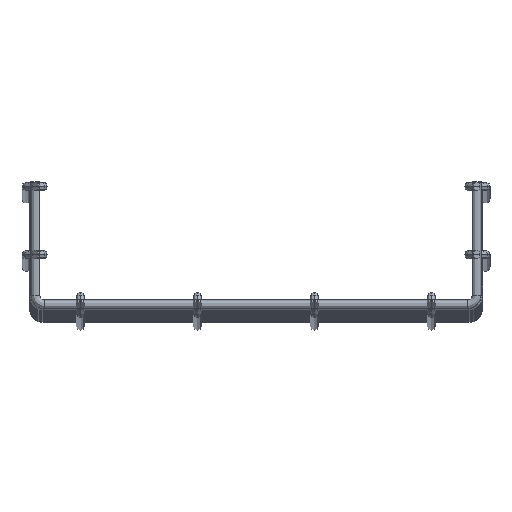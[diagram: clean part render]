
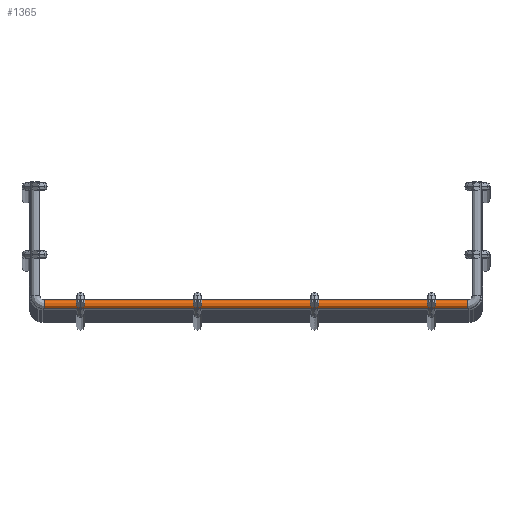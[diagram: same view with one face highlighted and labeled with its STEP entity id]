
A CAD part, top view. The second image highlights one B-rep face of the part: STEP entity #1365.
In plain terms, the highlighted cylindrical face has radius 1.9 mm (diameter 3.8 mm), a partial arc.
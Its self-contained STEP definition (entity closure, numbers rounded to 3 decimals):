
#1193=CARTESIAN_POINT('',(-90.4,0.,0.));
#1194=DIRECTION('',(1.,0.,0.));
#1195=DIRECTION('',(0.,1.,0.));
#1196=AXIS2_PLACEMENT_3D('',#1193,#1194,#1195);
#1198=DIRECTION('',(1.,0.,0.));
#1199=VECTOR('',#1198,180.8);
#1200=CARTESIAN_POINT('',(-90.4,1.9,0.));
#1201=LINE('',#1200,#1199);
#1207=DIRECTION('',(1.,0.,0.));
#1208=VECTOR('',#1207,180.8);
#1209=CARTESIAN_POINT('',(-90.4,-1.9,0.));
#1210=LINE('',#1209,#1208);
#1221=CARTESIAN_POINT('',(90.4,0.,0.));
#1222=DIRECTION('',(1.,0.,0.));
#1223=DIRECTION('',(0.,1.,0.));
#1224=AXIS2_PLACEMENT_3D('',#1221,#1222,#1223);
#1267=CARTESIAN_POINT('',(-90.4,1.9,0.));
#1268=CARTESIAN_POINT('',(-90.4,-1.9,0.));
#1269=VERTEX_POINT('',#1267);
#1270=VERTEX_POINT('',#1268);
#1271=CARTESIAN_POINT('',(90.4,1.9,0.));
#1272=CARTESIAN_POINT('',(90.4,-1.9,0.));
#1273=VERTEX_POINT('',#1271);
#1274=VERTEX_POINT('',#1272);
#1351=CARTESIAN_POINT('',(-90.4,0.,0.));
#1352=DIRECTION('',(1.,0.,0.));
#1353=DIRECTION('',(0.,1.,0.));
#1354=AXIS2_PLACEMENT_3D('',#1351,#1352,#1353);
#1355=CYLINDRICAL_SURFACE('',#1354,1.9);
#1356=ORIENTED_EDGE('',*,*,#1345,.F.);
#1358=ORIENTED_EDGE('',*,*,#1357,.T.);
#1360=ORIENTED_EDGE('',*,*,#1359,.T.);
#1362=ORIENTED_EDGE('',*,*,#1361,.F.);
#1363=EDGE_LOOP('',(#1356,#1358,#1360,#1362));
#1364=FACE_OUTER_BOUND('',#1363,.F.);
#1365=ADVANCED_FACE('',(#1364),#1355,.T.);
#1197=CIRCLE('',#1196,1.9);
#1225=CIRCLE('',#1224,1.9);
#1345=EDGE_CURVE('',#1269,#1270,#1197,.T.);
#1357=EDGE_CURVE('',#1269,#1273,#1201,.T.);
#1359=EDGE_CURVE('',#1273,#1274,#1225,.T.);
#1361=EDGE_CURVE('',#1270,#1274,#1210,.T.);
